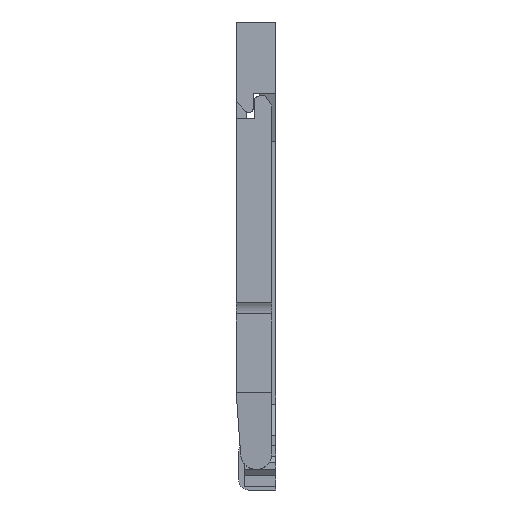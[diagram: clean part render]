
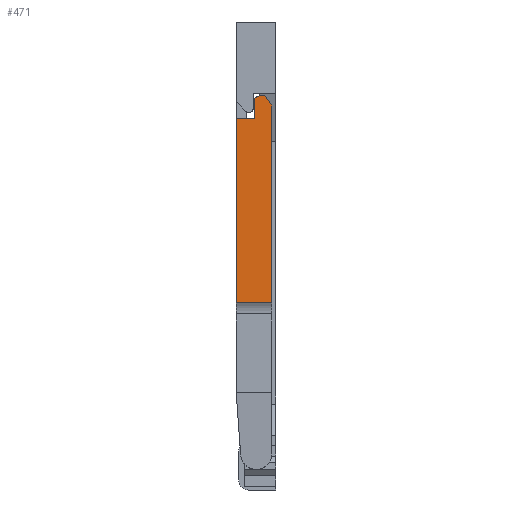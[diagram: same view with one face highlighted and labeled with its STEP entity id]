
A CAD part, left-side view. The second image highlights one B-rep face of the part: STEP entity #471.
In plain terms, the highlighted planar face has unit normal (-1, 0, 0).
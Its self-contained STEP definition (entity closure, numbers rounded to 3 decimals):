
#4 = CARTESIAN_POINT ( 'NONE',  ( -8.6, 0.25, 9.455 ) ) ;
#261 = LINE ( 'NONE', #2237, #10221 ) ;
#310 = CARTESIAN_POINT ( 'NONE',  ( -8.6, 0.7, 10.09 ) ) ;
#443 = VECTOR ( 'NONE', #2271, 1000. ) ;
#471 = ADVANCED_FACE ( 'NONE', ( #3457 ), #10636, .T. ) ;
#661 = ORIENTED_EDGE ( 'NONE', *, *, #2615, .T. ) ;
#790 = EDGE_CURVE ( 'NONE', #3731, #6554, #8249, .T. ) ;
#1052 = ORIENTED_EDGE ( 'NONE', *, *, #3436, .T. ) ;
#1188 = ORIENTED_EDGE ( 'NONE', *, *, #9631, .F. ) ;
#1345 = VERTEX_POINT ( 'NONE', #7257 ) ;
#1626 = CARTESIAN_POINT ( 'NONE',  ( -8.6, 1.375, 8.64 ) ) ;
#2003 = ORIENTED_EDGE ( 'NONE', *, *, #790, .T. ) ;
#2237 = CARTESIAN_POINT ( 'NONE',  ( -8.6, 0.7, 10.09 ) ) ;
#2271 = DIRECTION ( 'NONE',  ( 0., 1., 0. ) ) ;
#2592 = EDGE_LOOP ( 'NONE', ( #5596, #1188, #3793, #1052, #5437, #2003, #9970, #661 ) ) ;
#2615 = EDGE_CURVE ( 'NONE', #1345, #7054, #6893, .T. ) ;
#2683 = DIRECTION ( 'NONE',  ( 0., 0., -1. ) ) ;
#2897 = CARTESIAN_POINT ( 'NONE',  ( -8.6, 0.25, -2.96 ) ) ;
#2994 = CARTESIAN_POINT ( 'NONE',  ( -8.6, 0.25, 8.64 ) ) ;
#3050 = LINE ( 'NONE', #9889, #6996 ) ;
#3144 = VECTOR ( 'NONE', #7267, 1000. ) ;
#3436 = EDGE_CURVE ( 'NONE', #6345, #10244, #261, .T. ) ;
#3457 = FACE_OUTER_BOUND ( 'NONE', #2592, .T. ) ;
#3659 = CARTESIAN_POINT ( 'NONE',  ( -8.6, 0.25, -2.96 ) ) ;
#3731 = VERTEX_POINT ( 'NONE', #5624 ) ;
#3793 = ORIENTED_EDGE ( 'NONE', *, *, #9273, .T. ) ;
#4066 = CARTESIAN_POINT ( 'NONE',  ( -8.6, 1.025, 10.09 ) ) ;
#4278 = CARTESIAN_POINT ( 'NONE',  ( -8.6, 2.5, 8.64 ) ) ;
#4368 = AXIS2_PLACEMENT_3D ( 'NONE', #6938, #7857, #5162 ) ;
#5162 = DIRECTION ( 'NONE',  ( 0., 0., 1. ) ) ;
#5437 = ORIENTED_EDGE ( 'NONE', *, *, #9305, .T. ) ;
#5482 = EDGE_CURVE ( 'NONE', #11507, #7054, #3050, .T. ) ;
#5545 = DIRECTION ( 'NONE',  ( 0., 1., 0. ) ) ;
#5596 = ORIENTED_EDGE ( 'NONE', *, *, #5482, .F. ) ;
#5624 = CARTESIAN_POINT ( 'NONE',  ( -8.6, 1.025, 10.09 ) ) ;
#5735 = VECTOR ( 'NONE', #6932, 1000. ) ;
#6146 = AXIS2_PLACEMENT_3D ( 'NONE', #10078, #8234, #2683 ) ;
#6189 = CARTESIAN_POINT ( 'NONE',  ( -8.6, 2.5, -2.96 ) ) ;
#6345 = VERTEX_POINT ( 'NONE', #4 ) ;
#6554 = VERTEX_POINT ( 'NONE', #7867 ) ;
#6616 = LINE ( 'NONE', #2897, #11533 ) ;
#6866 = DIRECTION ( 'NONE',  ( 0., 0.578, 0.816 ) ) ;
#6893 = LINE ( 'NONE', #2994, #11520 ) ;
#6932 = DIRECTION ( 'NONE',  ( 0., 0., 1. ) ) ;
#6938 = CARTESIAN_POINT ( 'NONE',  ( -8.6, 0.25, 0. ) ) ;
#6996 = VECTOR ( 'NONE', #9927, 1000. ) ;
#7054 = VERTEX_POINT ( 'NONE', #4278 ) ;
#7162 = EDGE_CURVE ( 'NONE', #6554, #1345, #9115, .T. ) ;
#7257 = CARTESIAN_POINT ( 'NONE',  ( -8.6, 1.375, 8.64 ) ) ;
#7267 = DIRECTION ( 'NONE',  ( 0., 0., -1. ) ) ;
#7857 = DIRECTION ( 'NONE',  ( -1., 0., 0. ) ) ;
#7867 = CARTESIAN_POINT ( 'NONE',  ( -8.6, 1.375, 9.74 ) ) ;
#7870 = VERTEX_POINT ( 'NONE', #3659 ) ;
#8234 = DIRECTION ( 'NONE',  ( -1., 0., 0. ) ) ;
#8249 = CIRCLE ( 'NONE', #6146, 0.35 ) ;
#9115 = LINE ( 'NONE', #1626, #3144 ) ;
#9273 = EDGE_CURVE ( 'NONE', #7870, #6345, #9656, .T. ) ;
#9305 = EDGE_CURVE ( 'NONE', #10244, #3731, #11394, .T. ) ;
#9497 = DIRECTION ( 'NONE',  ( 0., 1., 0. ) ) ;
#9631 = EDGE_CURVE ( 'NONE', #7870, #11507, #6616, .T. ) ;
#9656 = LINE ( 'NONE', #10632, #5735 ) ;
#9889 = CARTESIAN_POINT ( 'NONE',  ( -8.6, 2.5, 0. ) ) ;
#9927 = DIRECTION ( 'NONE',  ( 0., 0., 1. ) ) ;
#9970 = ORIENTED_EDGE ( 'NONE', *, *, #7162, .T. ) ;
#10078 = CARTESIAN_POINT ( 'NONE',  ( -8.6, 1.025, 9.74 ) ) ;
#10221 = VECTOR ( 'NONE', #6866, 1000. ) ;
#10244 = VERTEX_POINT ( 'NONE', #310 ) ;
#10632 = CARTESIAN_POINT ( 'NONE',  ( -8.6, 0.25, 0. ) ) ;
#10636 = PLANE ( 'NONE',  #4368 ) ;
#11394 = LINE ( 'NONE', #4066, #443 ) ;
#11507 = VERTEX_POINT ( 'NONE', #6189 ) ;
#11520 = VECTOR ( 'NONE', #9497, 1000. ) ;
#11533 = VECTOR ( 'NONE', #5545, 1000. ) ;
